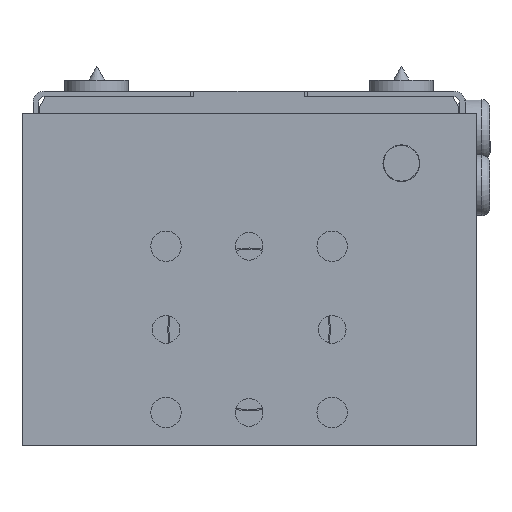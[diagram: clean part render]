
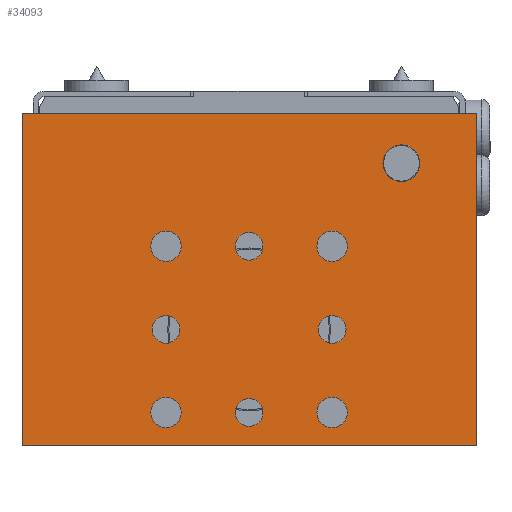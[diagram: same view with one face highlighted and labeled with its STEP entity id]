
A CAD part, left-side view. The second image highlights one B-rep face of the part: STEP entity #34093.
In plain terms, the highlighted face is planar.
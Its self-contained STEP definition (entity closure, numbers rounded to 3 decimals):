
#33955=CARTESIAN_POINT('',(292.,0.,29.));
#33956=DIRECTION('',(1.0,0.0,0.0));
#33957=DIRECTION('',(0.0,1.0,0.0));
#33958=AXIS2_PLACEMENT_3D('',#33955,#33956,#33957);
#33959=PLANE('',#33958);
#33960=CARTESIAN_POINT('',(292.,-41.,-1.));
#33961=VERTEX_POINT('',#33960);
#33962=CARTESIAN_POINT('',(292.,-41.,59.));
#33963=VERTEX_POINT('',#33962);
#33964=CARTESIAN_POINT('',(292.,-41.,-1.));
#33965=DIRECTION('',(0.0,0.0,1.0));
#33966=VECTOR('',#33965,60.);
#33967=LINE('',#33964,#33966);
#33968=EDGE_CURVE('',#33961,#33963,#33967,.T.);
#33969=ORIENTED_EDGE('',*,*,#33968,.F.);
#33970=CARTESIAN_POINT('',(292.,41.,-1.));
#33971=VERTEX_POINT('',#33970);
#33972=CARTESIAN_POINT('',(292.,41.,-1.));
#33973=DIRECTION('',(0.0,-1.0,0.0));
#33974=VECTOR('',#33973,82.);
#33975=LINE('',#33972,#33974);
#33976=EDGE_CURVE('',#33971,#33961,#33975,.T.);
#33977=ORIENTED_EDGE('',*,*,#33976,.F.);
#33978=CARTESIAN_POINT('',(292.,41.,59.));
#33979=VERTEX_POINT('',#33978);
#33980=CARTESIAN_POINT('',(292.,41.,59.));
#33981=DIRECTION('',(0.0,0.0,-1.0));
#33982=VECTOR('',#33981,60.0);
#33983=LINE('',#33980,#33982);
#33984=EDGE_CURVE('',#33979,#33971,#33983,.T.);
#33985=ORIENTED_EDGE('',*,*,#33984,.F.);
#33986=CARTESIAN_POINT('',(292.,-41.,59.));
#33987=DIRECTION('',(0.0,1.0,0.0));
#33988=VECTOR('',#33987,82.);
#33989=LINE('',#33986,#33988);
#33990=EDGE_CURVE('',#33963,#33979,#33989,.T.);
#33991=ORIENTED_EDGE('',*,*,#33990,.F.);
#33992=EDGE_LOOP('',(#33969,#33977,#33985,#33991));
#33993=FACE_OUTER_BOUND('',#33992,.T.);
#33994=CARTESIAN_POINT('',(292.,30.824,50.));
#33995=VERTEX_POINT('',#33994);
#33996=CARTESIAN_POINT('',(292.,27.5,50.));
#33997=DIRECTION('',(-1.0,0.0,0.0));
#33998=DIRECTION('',(0.0,-1.0,0.0));
#33999=AXIS2_PLACEMENT_3D('',#33996,#33997,#33998);
#34000=CIRCLE('',#33999,3.324);
#34001=EDGE_CURVE('',#33995,#33995,#34000,.T.);
#34002=ORIENTED_EDGE('',*,*,#34001,.T.);
#34003=EDGE_LOOP('',(#34002));
#34004=FACE_BOUND('',#34003,.T.);
#34005=CARTESIAN_POINT('',(292.,2.5,5.));
#34006=VERTEX_POINT('',#34005);
#34007=CARTESIAN_POINT('',(292.,0.,5.));
#34008=DIRECTION('',(-1.0,0.0,0.0));
#34009=DIRECTION('',(0.0,1.0,0.0));
#34010=AXIS2_PLACEMENT_3D('',#34007,#34008,#34009);
#34011=CIRCLE('',#34010,2.5);
#34012=EDGE_CURVE('',#34006,#34006,#34011,.T.);
#34013=ORIENTED_EDGE('',*,*,#34012,.T.);
#34014=EDGE_LOOP('',(#34013));
#34015=FACE_BOUND('',#34014,.T.);
#34016=CARTESIAN_POINT('',(292.,2.5,35.));
#34017=VERTEX_POINT('',#34016);
#34018=CARTESIAN_POINT('',(292.,0.,35.));
#34019=DIRECTION('',(-1.0,0.0,0.0));
#34020=DIRECTION('',(0.0,1.0,0.0));
#34021=AXIS2_PLACEMENT_3D('',#34018,#34019,#34020);
#34022=CIRCLE('',#34021,2.5);
#34023=EDGE_CURVE('',#34017,#34017,#34022,.T.);
#34024=ORIENTED_EDGE('',*,*,#34023,.T.);
#34025=EDGE_LOOP('',(#34024));
#34026=FACE_BOUND('',#34025,.T.);
#34027=CARTESIAN_POINT('',(292.,-12.5,20.));
#34028=VERTEX_POINT('',#34027);
#34029=CARTESIAN_POINT('',(292.,-15.,20.));
#34030=DIRECTION('',(-1.0,0.0,0.0));
#34031=DIRECTION('',(0.0,1.0,0.0));
#34032=AXIS2_PLACEMENT_3D('',#34029,#34030,#34031);
#34033=CIRCLE('',#34032,2.5);
#34034=EDGE_CURVE('',#34028,#34028,#34033,.T.);
#34035=ORIENTED_EDGE('',*,*,#34034,.T.);
#34036=EDGE_LOOP('',(#34035));
#34037=FACE_BOUND('',#34036,.T.);
#34038=CARTESIAN_POINT('',(292.,17.5,20.));
#34039=VERTEX_POINT('',#34038);
#34040=CARTESIAN_POINT('',(292.,15.,20.));
#34041=DIRECTION('',(-1.0,0.0,0.0));
#34042=DIRECTION('',(0.0,1.0,0.0));
#34043=AXIS2_PLACEMENT_3D('',#34040,#34041,#34042);
#34044=CIRCLE('',#34043,2.5);
#34045=EDGE_CURVE('',#34039,#34039,#34044,.T.);
#34046=ORIENTED_EDGE('',*,*,#34045,.T.);
#34047=EDGE_LOOP('',(#34046));
#34048=FACE_BOUND('',#34047,.T.);
#34049=CARTESIAN_POINT('',(292.,17.75,35.));
#34050=VERTEX_POINT('',#34049);
#34051=CARTESIAN_POINT('',(292.,15.,35.));
#34052=DIRECTION('',(-1.0,0.0,0.0));
#34053=DIRECTION('',(0.0,-1.0,0.0));
#34054=AXIS2_PLACEMENT_3D('',#34051,#34052,#34053);
#34055=CIRCLE('',#34054,2.75);
#34056=EDGE_CURVE('',#34050,#34050,#34055,.T.);
#34057=ORIENTED_EDGE('',*,*,#34056,.T.);
#34058=EDGE_LOOP('',(#34057));
#34059=FACE_BOUND('',#34058,.T.);
#34060=CARTESIAN_POINT('',(292.,-12.25,5.));
#34061=VERTEX_POINT('',#34060);
#34062=CARTESIAN_POINT('',(292.,-15.,5.));
#34063=DIRECTION('',(-1.0,0.0,0.0));
#34064=DIRECTION('',(0.0,-1.0,0.0));
#34065=AXIS2_PLACEMENT_3D('',#34062,#34063,#34064);
#34066=CIRCLE('',#34065,2.75);
#34067=EDGE_CURVE('',#34061,#34061,#34066,.T.);
#34068=ORIENTED_EDGE('',*,*,#34067,.T.);
#34069=EDGE_LOOP('',(#34068));
#34070=FACE_BOUND('',#34069,.T.);
#34071=CARTESIAN_POINT('',(292.,-12.25,35.));
#34072=VERTEX_POINT('',#34071);
#34073=CARTESIAN_POINT('',(292.,-15.,35.));
#34074=DIRECTION('',(-1.0,0.0,0.0));
#34075=DIRECTION('',(0.0,-1.0,0.0));
#34076=AXIS2_PLACEMENT_3D('',#34073,#34074,#34075);
#34077=CIRCLE('',#34076,2.75);
#34078=EDGE_CURVE('',#34072,#34072,#34077,.T.);
#34079=ORIENTED_EDGE('',*,*,#34078,.T.);
#34080=EDGE_LOOP('',(#34079));
#34081=FACE_BOUND('',#34080,.T.);
#34082=CARTESIAN_POINT('',(292.,17.75,5.));
#34083=VERTEX_POINT('',#34082);
#34084=CARTESIAN_POINT('',(292.,15.,5.));
#34085=DIRECTION('',(-1.0,0.0,0.0));
#34086=DIRECTION('',(0.0,-1.0,0.0));
#34087=AXIS2_PLACEMENT_3D('',#34084,#34085,#34086);
#34088=CIRCLE('',#34087,2.75);
#34089=EDGE_CURVE('',#34083,#34083,#34088,.T.);
#34090=ORIENTED_EDGE('',*,*,#34089,.T.);
#34091=EDGE_LOOP('',(#34090));
#34092=FACE_BOUND('',#34091,.T.);
#34093=ADVANCED_FACE('',(#33993,#34004,#34015,#34026,#34037,#34048,#34059,#34070,#34081,#34092),#33959,.T.);
